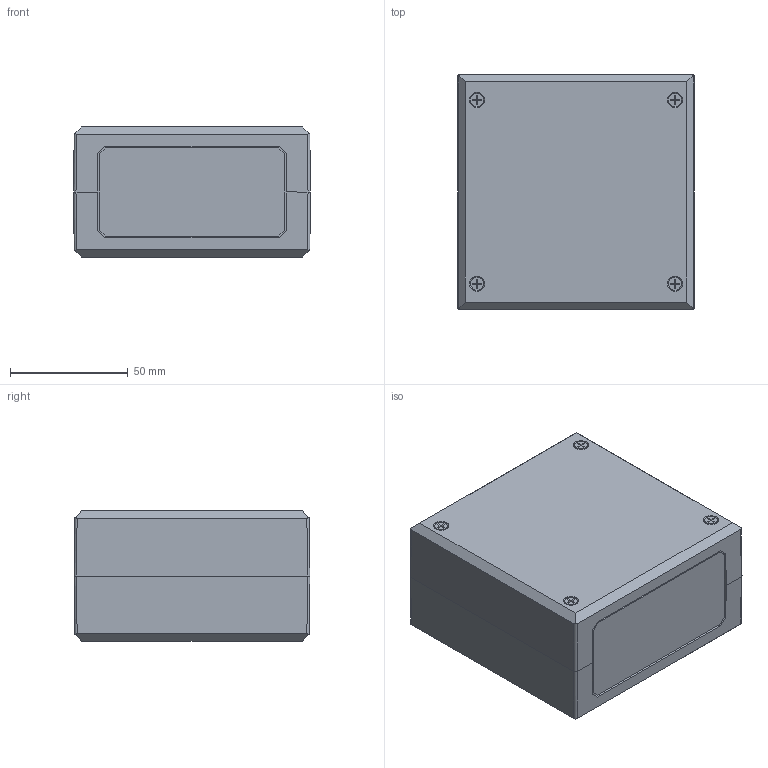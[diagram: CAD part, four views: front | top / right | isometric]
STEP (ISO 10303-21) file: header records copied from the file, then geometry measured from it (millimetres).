
FILE_DESCRIPTION(/* description */ (''),/* implementation_level */ '2;1');
FILE_NAME(/* name */ '1801100500-MB100_Schr.Verschl..stp',/* time_stamp */ '2016-07-28T13:51:50+02:00',/* author */ ('Robin.Rentz'),/* organization */ (''),/* preprocessor_version */ 'ST-DEVELOPER v15.6',/* originating_system */ 'Autodesk Inventor 2015',/* authorisation */ '');
FILE_SCHEMA (('AUTOMOTIVE_DESIGN { 1 0 10303 214 3 1 1 }'));
Length unit declared in the file: millimetre
Products named in the file (7): 1801100503-Halbschale_100x100_ohne Buchsen; 1990000040 - Buchse M3x5  HITSERT; 1801100202-Halbschale_100x100_mit Mess.-Buchsen; 1819100200 - Kunststofffrontplatte für Quadro-Box MB 100; 1801100503-Halbschale_100x100_ohne Buchsen mit Mech. Bearb.; 1990000031 - Schraube M3x35 Senkkopf; 1801100500-MB100_Schr.Verschl.
Bounding box: 100.5 x 100 x 55.2 mm (x, y, z)
Volume: 125753 mm3; surface area: 102957.3 mm2
Topology: 12 solids, 12 shells, 486 faces, 1136 edges, 740 vertices
Faces by surface type: plane 370, cylinder 92, cone 20, torus 4
Full cylindrical faces by diameter (mm): 2 x12, 2.459 x4, 3 x8, 3.4 x4, 4.1 x8, 4.3 x4, 4.8 x4, 5.5 x4, 6 x20, 8 x8
Entity records: 10435 total; most frequent: CARTESIAN_POINT 1777, DIRECTION 1738, ORIENTED_EDGE 1624, EDGE_CURVE 812, LINE 656, VECTOR 656, VERTEX_POINT 580, AXIS2_PLACEMENT_3D 541
